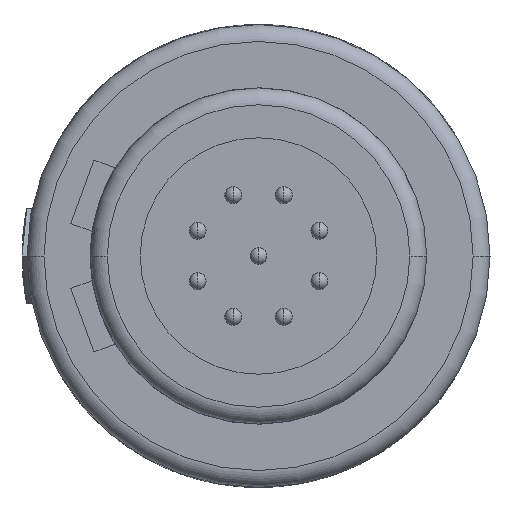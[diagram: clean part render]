
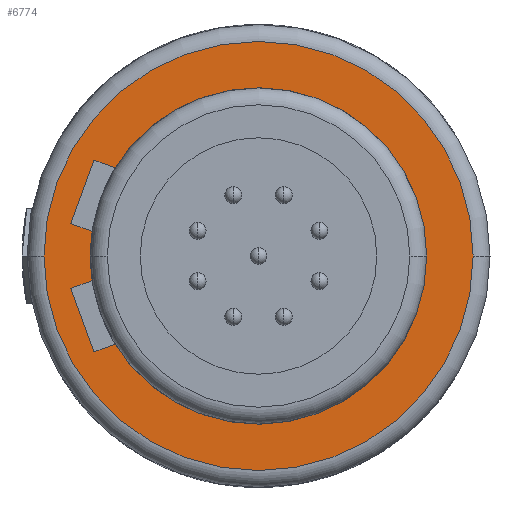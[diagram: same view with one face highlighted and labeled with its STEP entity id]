
A CAD part, left-side view. The second image highlights one B-rep face of the part: STEP entity #6774.
In plain terms, the highlighted planar face has unit normal (-1, 0, 0).
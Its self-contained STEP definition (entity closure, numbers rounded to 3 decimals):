
#1927=CARTESIAN_POINT('',(-6.7,0.,0.));
#1928=DIRECTION('',(-1.,0.,0.));
#1929=DIRECTION('',(0.,-1.,0.));
#1930=AXIS2_PLACEMENT_3D('',#1927,#1928,#1929);
#1932=CARTESIAN_POINT('',(-6.7,0.,0.));
#1933=DIRECTION('',(-1.,0.,0.));
#1934=DIRECTION('',(0.,1.,0.));
#1935=AXIS2_PLACEMENT_3D('',#1932,#1933,#1934);
#1937=DIRECTION('',(0.,0.94,-0.342));
#1938=VECTOR('',#1937,0.677);
#1939=CARTESIAN_POINT('',(-6.7,4.238,-2.607));
#1940=LINE('',#1939,#1938);
#1941=DIRECTION('',(0.,0.94,0.342));
#1942=VECTOR('',#1941,0.677);
#1943=CARTESIAN_POINT('',(-6.7,4.238,2.607));
#1944=LINE('',#1943,#1942);
#1945=DIRECTION('',(0.,-0.342,0.94));
#1946=VECTOR('',#1945,2.);
#1947=CARTESIAN_POINT('',(-6.7,5.557,0.959));
#1948=LINE('',#1947,#1946);
#1949=DIRECTION('',(0.,0.94,0.342));
#1950=VECTOR('',#1949,0.677);
#1951=CARTESIAN_POINT('',(-6.7,4.922,0.727));
#1952=LINE('',#1951,#1950);
#1953=DIRECTION('',(0.,0.94,-0.342));
#1954=VECTOR('',#1953,0.677);
#1955=CARTESIAN_POINT('',(-6.7,4.922,-0.727));
#1956=LINE('',#1955,#1954);
#1957=DIRECTION('',(0.,0.342,0.94));
#1958=VECTOR('',#1957,2.);
#1959=CARTESIAN_POINT('',(-6.7,4.873,-2.838));
#1960=LINE('',#1959,#1958);
#1995=CARTESIAN_POINT('',(-6.7,0.,0.));
#1996=DIRECTION('',(-1.,0.,0.));
#1997=DIRECTION('',(0.,1.,0.));
#1998=AXIS2_PLACEMENT_3D('',#1995,#1996,#1997);
#2013=CARTESIAN_POINT('',(-6.7,0.,0.));
#2014=DIRECTION('',(-1.,0.,0.));
#2015=DIRECTION('',(0.,0.852,-0.524));
#2016=AXIS2_PLACEMENT_3D('',#2013,#2014,#2015);
#2035=CARTESIAN_POINT('',(-6.7,0.,0.));
#2036=DIRECTION('',(1.,0.,0.));
#2037=DIRECTION('',(0.,0.852,0.524));
#2038=AXIS2_PLACEMENT_3D('',#2035,#2036,#2037);
#2045=CARTESIAN_POINT('',(-6.7,0.,0.));
#2046=DIRECTION('',(1.,0.,0.));
#2047=DIRECTION('',(0.,1.,0.));
#2048=AXIS2_PLACEMENT_3D('',#2045,#2046,#2047);
#3610=CARTESIAN_POINT('',(-6.7,-6.35,0.));
#3611=CARTESIAN_POINT('',(-6.7,6.35,0.));
#3612=VERTEX_POINT('',#3610);
#3613=VERTEX_POINT('',#3611);
#3626=CARTESIAN_POINT('',(-6.7,4.975,0.));
#3627=VERTEX_POINT('',#3626);
#3628=CARTESIAN_POINT('',(-6.7,-4.975,0.));
#3629=VERTEX_POINT('',#3628);
#4194=CARTESIAN_POINT('',(-6.7,4.873,2.838));
#4195=VERTEX_POINT('',#4194);
#4198=CARTESIAN_POINT('',(-6.7,5.557,0.959));
#4199=VERTEX_POINT('',#4198);
#4206=CARTESIAN_POINT('',(-6.7,4.873,-2.838));
#4207=VERTEX_POINT('',#4206);
#4210=CARTESIAN_POINT('',(-6.7,5.557,-0.959));
#4211=VERTEX_POINT('',#4210);
#4214=CARTESIAN_POINT('',(-6.7,4.922,0.727));
#4215=VERTEX_POINT('',#4214);
#4216=CARTESIAN_POINT('',(-6.7,4.238,2.607));
#4217=VERTEX_POINT('',#4216);
#4218=CARTESIAN_POINT('',(-6.7,4.238,-2.607));
#4219=VERTEX_POINT('',#4218);
#4220=CARTESIAN_POINT('',(-6.7,4.922,-0.727));
#4221=VERTEX_POINT('',#4220);
#6742=CARTESIAN_POINT('',(-6.7,0.,0.));
#6743=DIRECTION('',(1.,0.,0.));
#6744=DIRECTION('',(0.,-1.,0.));
#6745=AXIS2_PLACEMENT_3D('',#6742,#6743,#6744);
#6746=PLANE('',#6745);
#6748=ORIENTED_EDGE('',*,*,#6747,.F.);
#6749=ORIENTED_EDGE('',*,*,#6725,.F.);
#6750=EDGE_LOOP('',(#6748,#6749));
#6751=FACE_OUTER_BOUND('',#6750,.F.);
#6753=ORIENTED_EDGE('',*,*,#6752,.F.);
#6755=ORIENTED_EDGE('',*,*,#6754,.T.);
#6757=ORIENTED_EDGE('',*,*,#6756,.F.);
#6759=ORIENTED_EDGE('',*,*,#6758,.T.);
#6761=ORIENTED_EDGE('',*,*,#6760,.F.);
#6763=ORIENTED_EDGE('',*,*,#6762,.F.);
#6765=ORIENTED_EDGE('',*,*,#6764,.F.);
#6767=ORIENTED_EDGE('',*,*,#6766,.T.);
#6769=ORIENTED_EDGE('',*,*,#6768,.T.);
#6771=ORIENTED_EDGE('',*,*,#6770,.F.);
#6772=EDGE_LOOP('',(#6753,#6755,#6757,#6759,#6761,#6763,#6765,#6767,#6769,
#6771));
#6773=FACE_BOUND('',#6772,.F.);
#1931=CIRCLE('',#1930,6.35);
#1936=CIRCLE('',#1935,6.35);
#1999=CIRCLE('',#1998,4.975);
#2017=CIRCLE('',#2016,4.975);
#2039=CIRCLE('',#2038,4.975);
#2049=CIRCLE('',#2048,4.975);
#6725=EDGE_CURVE('',#3613,#3612,#1936,.T.);
#6747=EDGE_CURVE('',#3612,#3613,#1931,.T.);
#6752=EDGE_CURVE('',#4219,#4207,#1940,.T.);
#6754=EDGE_CURVE('',#4219,#3629,#2017,.T.);
#6756=EDGE_CURVE('',#4217,#3629,#2039,.T.);
#6758=EDGE_CURVE('',#4217,#4195,#1944,.T.);
#6760=EDGE_CURVE('',#4199,#4195,#1948,.T.);
#6762=EDGE_CURVE('',#4215,#4199,#1952,.T.);
#6764=EDGE_CURVE('',#3627,#4215,#2049,.T.);
#6766=EDGE_CURVE('',#3627,#4221,#1999,.T.);
#6768=EDGE_CURVE('',#4221,#4211,#1956,.T.);
#6770=EDGE_CURVE('',#4207,#4211,#1960,.T.);
#6774=ADVANCED_FACE('',(#6751,#6773),#6746,.F.);
